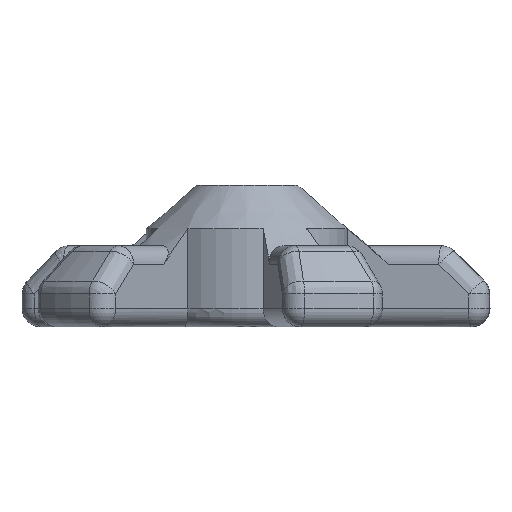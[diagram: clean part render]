
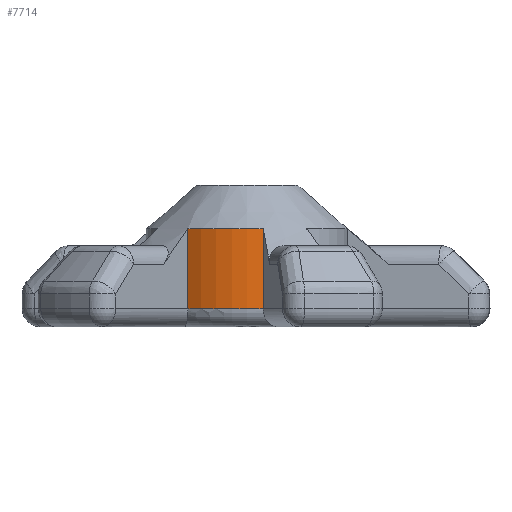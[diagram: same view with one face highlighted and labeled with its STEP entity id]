
A CAD part, left-side view. The second image highlights one B-rep face of the part: STEP entity #7714.
In plain terms, the highlighted cylindrical face has radius 10 mm (diameter 20 mm), a partial arc.
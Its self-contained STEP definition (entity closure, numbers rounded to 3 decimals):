
#871 = CONICAL_SURFACE('',#872,12.,0.862);
#872 = AXIS2_PLACEMENT_3D('',#873,#874,#875);
#873 = CARTESIAN_POINT('',(0.,0.,8.));
#874 = DIRECTION('',(-0.,-0.,-1.));
#875 = DIRECTION('',(1.,0.,0.));
#1208 = TOROIDAL_SURFACE('',#1209,8.2,1.8);
#1209 = AXIS2_PLACEMENT_3D('',#1210,#1211,#1212);
#1210 = CARTESIAN_POINT('',(0.,0.,1.8));
#1211 = DIRECTION('',(0.,0.,1.));
#1212 = DIRECTION('',(-0.809,0.588,0.));
#2943 = PLANE('',#2944);
#2944 = AXIS2_PLACEMENT_3D('',#2945,#2946,#2947);
#2945 = CARTESIAN_POINT('',(0.,0.,0.));
#2946 = DIRECTION('',(0.588,0.809,0.));
#2947 = DIRECTION('',(-0.809,0.588,0.));
#2958 = VERTEX_POINT('',#2959);
#2959 = CARTESIAN_POINT('',(-8.09,5.878,
    9.714));
#2978 = EDGE_CURVE('',#2958,#2979,#2981,.T.);
#2979 = VERTEX_POINT('',#2980);
#2980 = CARTESIAN_POINT('',(-9.877,-1.564,
    9.714));
#2981 = SURFACE_CURVE('',#2982,(#2987,#2994),.PCURVE_S1.);
#2982 = CIRCLE('',#2983,10.);
#2983 = AXIS2_PLACEMENT_3D('',#2984,#2985,#2986);
#2984 = CARTESIAN_POINT('',(0.,0.,9.714));
#2985 = DIRECTION('',(-0.,0.,1.));
#2986 = DIRECTION('',(0.,-1.,0.));
#2987 = PCURVE('',#871,#2988);
#2988 = DEFINITIONAL_REPRESENTATION('',(#2989),#2993);
#2989 = LINE('',#2990,#2991);
#2990 = CARTESIAN_POINT('',(1.571,-1.714));
#2991 = VECTOR('',#2992,1.);
#2992 = DIRECTION('',(-1.,-0.));
#2993 = ( GEOMETRIC_REPRESENTATION_CONTEXT(2) 
PARAMETRIC_REPRESENTATION_CONTEXT() REPRESENTATION_CONTEXT('2D SPACE',''
  ) );
#2994 = PCURVE('',#2995,#3000);
#2995 = CYLINDRICAL_SURFACE('',#2996,10.);
#2996 = AXIS2_PLACEMENT_3D('',#2997,#2998,#2999);
#2997 = CARTESIAN_POINT('',(0.,0.,0.));
#2998 = DIRECTION('',(0.,0.,1.));
#2999 = DIRECTION('',(-0.809,0.588,0.));
#3000 = DEFINITIONAL_REPRESENTATION('',(#3001),#3005);
#3001 = LINE('',#3002,#3003);
#3002 = CARTESIAN_POINT('',(-4.084,9.714));
#3003 = VECTOR('',#3004,1.);
#3004 = DIRECTION('',(1.,0.));
#3005 = ( GEOMETRIC_REPRESENTATION_CONTEXT(2) 
PARAMETRIC_REPRESENTATION_CONTEXT() REPRESENTATION_CONTEXT('2D SPACE',''
  ) );
#3022 = PLANE('',#3023);
#3023 = AXIS2_PLACEMENT_3D('',#3024,#3025,#3026);
#3024 = CARTESIAN_POINT('',(0.,0.,0.));
#3025 = DIRECTION('',(-0.156,0.988,0.));
#3026 = DIRECTION('',(-0.988,-0.156,0.));
#4975 = VERTEX_POINT('',#4976);
#4976 = CARTESIAN_POINT('',(-9.877,-1.564,1.8));
#5064 = VERTEX_POINT('',#5065);
#5065 = CARTESIAN_POINT('',(-8.09,5.878,1.8));
#5162 = EDGE_CURVE('',#5064,#4975,#5163,.T.);
#5163 = SURFACE_CURVE('',#5164,(#5169,#5176),.PCURVE_S1.);
#5164 = CIRCLE('',#5165,10.);
#5165 = AXIS2_PLACEMENT_3D('',#5166,#5167,#5168);
#5166 = CARTESIAN_POINT('',(0.,0.,1.8));
#5167 = DIRECTION('',(0.,0.,1.));
#5168 = DIRECTION('',(-0.809,0.588,0.));
#5169 = PCURVE('',#1208,#5170);
#5170 = DEFINITIONAL_REPRESENTATION('',(#5171),#5175);
#5171 = LINE('',#5172,#5173);
#5172 = CARTESIAN_POINT('',(0.,6.283));
#5173 = VECTOR('',#5174,1.);
#5174 = DIRECTION('',(1.,0.));
#5175 = ( GEOMETRIC_REPRESENTATION_CONTEXT(2) 
PARAMETRIC_REPRESENTATION_CONTEXT() REPRESENTATION_CONTEXT('2D SPACE',''
  ) );
#5176 = PCURVE('',#2995,#5177);
#5177 = DEFINITIONAL_REPRESENTATION('',(#5178),#5182);
#5178 = LINE('',#5179,#5180);
#5179 = CARTESIAN_POINT('',(0.,1.8));
#5180 = VECTOR('',#5181,1.);
#5181 = DIRECTION('',(1.,0.));
#5182 = ( GEOMETRIC_REPRESENTATION_CONTEXT(2) 
PARAMETRIC_REPRESENTATION_CONTEXT() REPRESENTATION_CONTEXT('2D SPACE',''
  ) );
#7404 = EDGE_CURVE('',#5064,#2958,#7405,.T.);
#7405 = SURFACE_CURVE('',#7406,(#7410,#7417),.PCURVE_S1.);
#7406 = LINE('',#7407,#7408);
#7407 = CARTESIAN_POINT('',(-8.09,5.878,0.));
#7408 = VECTOR('',#7409,1.);
#7409 = DIRECTION('',(0.,0.,1.));
#7410 = PCURVE('',#2943,#7411);
#7411 = DEFINITIONAL_REPRESENTATION('',(#7412),#7416);
#7412 = LINE('',#7413,#7414);
#7413 = CARTESIAN_POINT('',(10.,0.));
#7414 = VECTOR('',#7415,1.);
#7415 = DIRECTION('',(0.,1.));
#7416 = ( GEOMETRIC_REPRESENTATION_CONTEXT(2) 
PARAMETRIC_REPRESENTATION_CONTEXT() REPRESENTATION_CONTEXT('2D SPACE',''
  ) );
#7417 = PCURVE('',#2995,#7418);
#7418 = DEFINITIONAL_REPRESENTATION('',(#7419),#7423);
#7419 = LINE('',#7420,#7421);
#7420 = CARTESIAN_POINT('',(0.,-0.));
#7421 = VECTOR('',#7422,1.);
#7422 = DIRECTION('',(0.,1.));
#7423 = ( GEOMETRIC_REPRESENTATION_CONTEXT(2) 
PARAMETRIC_REPRESENTATION_CONTEXT() REPRESENTATION_CONTEXT('2D SPACE',''
  ) );
#7623 = EDGE_CURVE('',#4975,#2979,#7624,.T.);
#7624 = SURFACE_CURVE('',#7625,(#7629,#7635),.PCURVE_S1.);
#7625 = LINE('',#7626,#7627);
#7626 = CARTESIAN_POINT('',(-9.877,-1.564,0.));
#7627 = VECTOR('',#7628,1.);
#7628 = DIRECTION('',(0.,0.,1.));
#7629 = PCURVE('',#3022,#7630);
#7630 = DEFINITIONAL_REPRESENTATION('',(#7631),#7634);
#7631 = B_SPLINE_CURVE_WITH_KNOTS('',1,(#7632,#7633),.UNSPECIFIED.,.F.,
  .F.,(2,2),(0.,20.),.PIECEWISE_BEZIER_KNOTS.);
#7632 = CARTESIAN_POINT('',(10.,0.));
#7633 = CARTESIAN_POINT('',(10.,20.));
#7634 = ( GEOMETRIC_REPRESENTATION_CONTEXT(2) 
PARAMETRIC_REPRESENTATION_CONTEXT() REPRESENTATION_CONTEXT('2D SPACE',''
  ) );
#7635 = PCURVE('',#2995,#7636);
#7636 = DEFINITIONAL_REPRESENTATION('',(#7637),#7640);
#7637 = B_SPLINE_CURVE_WITH_KNOTS('',1,(#7638,#7639),.UNSPECIFIED.,.F.,
  .F.,(2,2),(0.,20.),.PIECEWISE_BEZIER_KNOTS.);
#7638 = CARTESIAN_POINT('',(0.785,0.));
#7639 = CARTESIAN_POINT('',(0.785,20.));
#7640 = ( GEOMETRIC_REPRESENTATION_CONTEXT(2) 
PARAMETRIC_REPRESENTATION_CONTEXT() REPRESENTATION_CONTEXT('2D SPACE',''
  ) );
#7714 = ADVANCED_FACE('',(#7715),#2995,.T.);
#7715 = FACE_BOUND('',#7716,.T.);
#7716 = EDGE_LOOP('',(#7717,#7718,#7719,#7720));
#7717 = ORIENTED_EDGE('',*,*,#7623,.T.);
#7718 = ORIENTED_EDGE('',*,*,#2978,.F.);
#7719 = ORIENTED_EDGE('',*,*,#7404,.F.);
#7720 = ORIENTED_EDGE('',*,*,#5162,.T.);
